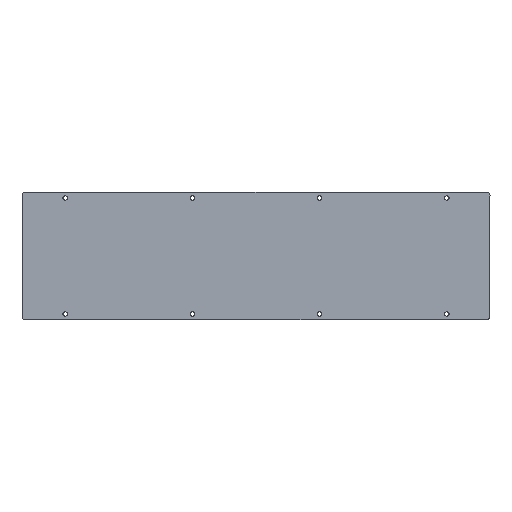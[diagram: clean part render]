
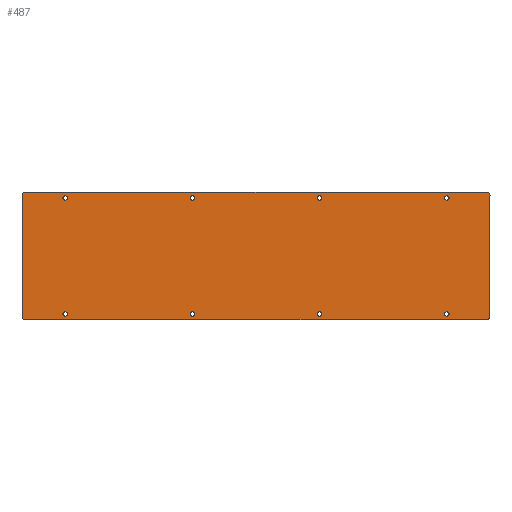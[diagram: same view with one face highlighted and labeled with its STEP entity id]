
A CAD part, top view. The second image highlights one B-rep face of the part: STEP entity #487.
In plain terms, the highlighted planar face has unit normal (0, 0, 1).
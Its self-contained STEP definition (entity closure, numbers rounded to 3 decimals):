
#15=FACE_BOUND('',#92,.T.);
#16=FACE_BOUND('',#93,.T.);
#17=FACE_BOUND('',#94,.T.);
#18=FACE_BOUND('',#95,.T.);
#19=FACE_BOUND('',#96,.T.);
#20=FACE_BOUND('',#97,.T.);
#21=FACE_BOUND('',#98,.T.);
#22=FACE_BOUND('',#99,.T.);
#31=PLANE('',#551);
#65=FACE_OUTER_BOUND('',#91,.T.);
#91=EDGE_LOOP('',(#393,#394,#395,#396,#397,#398,#399,#400));
#92=EDGE_LOOP('',(#401));
#93=EDGE_LOOP('',(#402));
#94=EDGE_LOOP('',(#403));
#95=EDGE_LOOP('',(#404));
#96=EDGE_LOOP('',(#405));
#97=EDGE_LOOP('',(#406));
#98=EDGE_LOOP('',(#407));
#99=EDGE_LOOP('',(#408));
#133=LINE('',#808,#168);
#134=LINE('',#812,#169);
#135=LINE('',#816,#170);
#136=LINE('',#819,#171);
#168=VECTOR('',#671,1.);
#169=VECTOR('',#674,1.);
#170=VECTOR('',#677,1.);
#171=VECTOR('',#680,1.);
#189=CIRCLE('',#515,1.);
#192=CIRCLE('',#520,1.);
#195=CIRCLE('',#525,1.);
#198=CIRCLE('',#530,1.);
#201=CIRCLE('',#535,1.);
#204=CIRCLE('',#540,1.);
#207=CIRCLE('',#545,1.);
#210=CIRCLE('',#550,1.);
#211=CIRCLE('',#552,1.191);
#212=CIRCLE('',#553,1.191);
#213=CIRCLE('',#554,1.191);
#214=CIRCLE('',#555,1.191);
#221=VERTEX_POINT('',#730);
#224=VERTEX_POINT('',#740);
#227=VERTEX_POINT('',#750);
#230=VERTEX_POINT('',#760);
#233=VERTEX_POINT('',#770);
#236=VERTEX_POINT('',#780);
#239=VERTEX_POINT('',#790);
#242=VERTEX_POINT('',#800);
#243=VERTEX_POINT('',#804);
#244=VERTEX_POINT('',#805);
#245=VERTEX_POINT('',#807);
#246=VERTEX_POINT('',#809);
#247=VERTEX_POINT('',#811);
#248=VERTEX_POINT('',#813);
#249=VERTEX_POINT('',#815);
#250=VERTEX_POINT('',#817);
#266=EDGE_CURVE('',#221,#221,#189,.T.);
#271=EDGE_CURVE('',#224,#224,#192,.T.);
#276=EDGE_CURVE('',#227,#227,#195,.T.);
#281=EDGE_CURVE('',#230,#230,#198,.T.);
#286=EDGE_CURVE('',#233,#233,#201,.T.);
#291=EDGE_CURVE('',#236,#236,#204,.T.);
#296=EDGE_CURVE('',#239,#239,#207,.T.);
#301=EDGE_CURVE('',#242,#242,#210,.T.);
#302=EDGE_CURVE('',#243,#244,#211,.T.);
#303=EDGE_CURVE('',#244,#245,#133,.T.);
#304=EDGE_CURVE('',#245,#246,#212,.T.);
#305=EDGE_CURVE('',#246,#247,#134,.T.);
#306=EDGE_CURVE('',#247,#248,#213,.T.);
#307=EDGE_CURVE('',#248,#249,#135,.T.);
#308=EDGE_CURVE('',#249,#250,#214,.T.);
#309=EDGE_CURVE('',#250,#243,#136,.T.);
#393=ORIENTED_EDGE('',*,*,#302,.T.);
#394=ORIENTED_EDGE('',*,*,#303,.T.);
#395=ORIENTED_EDGE('',*,*,#304,.T.);
#396=ORIENTED_EDGE('',*,*,#305,.T.);
#397=ORIENTED_EDGE('',*,*,#306,.T.);
#398=ORIENTED_EDGE('',*,*,#307,.T.);
#399=ORIENTED_EDGE('',*,*,#308,.T.);
#400=ORIENTED_EDGE('',*,*,#309,.T.);
#401=ORIENTED_EDGE('',*,*,#266,.T.);
#402=ORIENTED_EDGE('',*,*,#271,.T.);
#403=ORIENTED_EDGE('',*,*,#276,.T.);
#404=ORIENTED_EDGE('',*,*,#281,.T.);
#405=ORIENTED_EDGE('',*,*,#286,.T.);
#406=ORIENTED_EDGE('',*,*,#291,.T.);
#407=ORIENTED_EDGE('',*,*,#296,.T.);
#408=ORIENTED_EDGE('',*,*,#301,.T.);
#487=ADVANCED_FACE('',(#65,#15,#16,#17,#18,#19,#20,#21,#22),#31,.T.);
#515=AXIS2_PLACEMENT_3D('',#732,#581,#582);
#520=AXIS2_PLACEMENT_3D('',#742,#593,#594);
#525=AXIS2_PLACEMENT_3D('',#752,#605,#606);
#530=AXIS2_PLACEMENT_3D('',#762,#617,#618);
#535=AXIS2_PLACEMENT_3D('',#772,#629,#630);
#540=AXIS2_PLACEMENT_3D('',#782,#641,#642);
#545=AXIS2_PLACEMENT_3D('',#792,#653,#654);
#550=AXIS2_PLACEMENT_3D('',#802,#665,#666);
#551=AXIS2_PLACEMENT_3D('',#803,#667,#668);
#552=AXIS2_PLACEMENT_3D('',#806,#669,#670);
#553=AXIS2_PLACEMENT_3D('',#810,#672,#673);
#554=AXIS2_PLACEMENT_3D('',#814,#675,#676);
#555=AXIS2_PLACEMENT_3D('',#818,#678,#679);
#581=DIRECTION('center_axis',(0.,0.,-1.));
#582=DIRECTION('ref_axis',(-1.,0.,0.));
#593=DIRECTION('center_axis',(0.,0.,-1.));
#594=DIRECTION('ref_axis',(-1.,0.,0.));
#605=DIRECTION('center_axis',(0.,0.,-1.));
#606=DIRECTION('ref_axis',(-1.,0.,0.));
#617=DIRECTION('center_axis',(0.,0.,-1.));
#618=DIRECTION('ref_axis',(-1.,0.,0.));
#629=DIRECTION('center_axis',(0.,0.,-1.));
#630=DIRECTION('ref_axis',(-1.,0.,0.));
#641=DIRECTION('center_axis',(0.,0.,-1.));
#642=DIRECTION('ref_axis',(-1.,0.,0.));
#653=DIRECTION('center_axis',(0.,0.,-1.));
#654=DIRECTION('ref_axis',(-1.,0.,0.));
#665=DIRECTION('center_axis',(0.,0.,-1.));
#666=DIRECTION('ref_axis',(-1.,0.,0.));
#667=DIRECTION('center_axis',(0.,0.,1.));
#668=DIRECTION('ref_axis',(1.,0.,0.));
#669=DIRECTION('center_axis',(0.,0.,1.));
#670=DIRECTION('ref_axis',(1.,0.,0.));
#671=DIRECTION('',(1.,0.,0.));
#672=DIRECTION('center_axis',(0.,0.,1.));
#673=DIRECTION('ref_axis',(1.,0.,0.));
#674=DIRECTION('',(0.001,1.,0.));
#675=DIRECTION('center_axis',(0.,0.,1.));
#676=DIRECTION('ref_axis',(1.,0.,0.));
#677=DIRECTION('',(-1.,0.,0.));
#678=DIRECTION('center_axis',(0.,0.,1.));
#679=DIRECTION('ref_axis',(1.,0.,0.));
#680=DIRECTION('',(0.,-1.,0.));
#730=CARTESIAN_POINT('',(48.625,-83.195,2.));
#732=CARTESIAN_POINT('Origin',(47.625,-83.195,2.));
#740=CARTESIAN_POINT('',(105.776,-83.195,2.));
#742=CARTESIAN_POINT('Origin',(104.776,-83.195,2.));
#750=CARTESIAN_POINT('',(162.926,-83.193,2.));
#752=CARTESIAN_POINT('Origin',(161.926,-83.193,2.));
#760=CARTESIAN_POINT('',(220.076,-83.195,2.));
#762=CARTESIAN_POINT('Origin',(219.076,-83.195,2.));
#770=CARTESIAN_POINT('',(220.076,-31.105,2.));
#772=CARTESIAN_POINT('Origin',(219.076,-31.105,2.));
#780=CARTESIAN_POINT('',(162.926,-31.105,2.));
#782=CARTESIAN_POINT('Origin',(161.926,-31.105,2.));
#790=CARTESIAN_POINT('',(105.776,-31.105,2.));
#792=CARTESIAN_POINT('Origin',(104.776,-31.105,2.));
#800=CARTESIAN_POINT('',(48.625,-31.105,2.));
#802=CARTESIAN_POINT('Origin',(47.625,-31.105,2.));
#803=CARTESIAN_POINT('Origin',(133.338,-57.148,2.));
#804=CARTESIAN_POINT('',(28.227,-84.535,2.));
#805=CARTESIAN_POINT('',(29.417,-85.726,2.));
#806=CARTESIAN_POINT('Origin',(29.417,-84.535,2.));
#807=CARTESIAN_POINT('',(237.233,-85.726,2.));
#808=CARTESIAN_POINT('',(237.233,-85.726,2.));
#809=CARTESIAN_POINT('',(238.424,-84.535,2.));
#810=CARTESIAN_POINT('Origin',(237.233,-84.535,2.));
#811=CARTESIAN_POINT('',(238.475,-29.766,2.));
#812=CARTESIAN_POINT('',(238.475,-29.766,2.));
#813=CARTESIAN_POINT('',(237.284,-28.575,2.));
#814=CARTESIAN_POINT('Origin',(237.284,-29.766,2.));
#815=CARTESIAN_POINT('',(29.417,-28.575,2.));
#816=CARTESIAN_POINT('',(29.417,-28.575,2.));
#817=CARTESIAN_POINT('',(28.226,-29.766,2.));
#818=CARTESIAN_POINT('Origin',(29.417,-29.766,2.));
#819=CARTESIAN_POINT('',(28.227,-84.535,2.));
